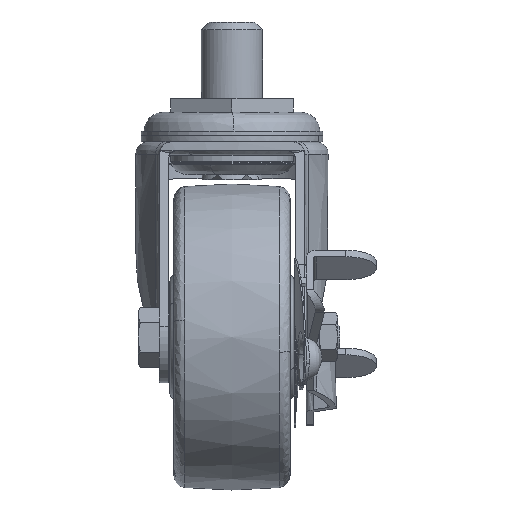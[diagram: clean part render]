
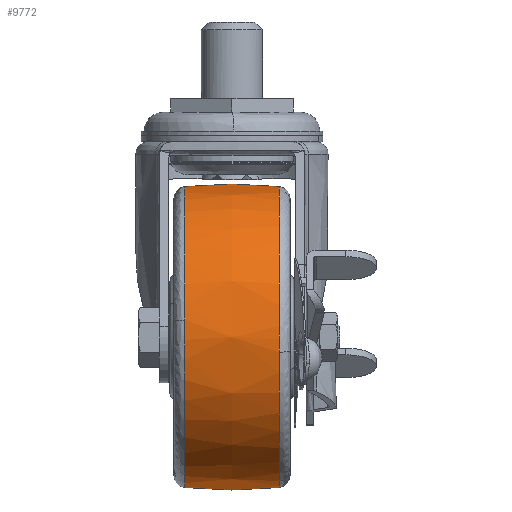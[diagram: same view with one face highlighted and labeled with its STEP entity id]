
A CAD part, left-side view. The second image highlights one B-rep face of the part: STEP entity #9772.
In plain terms, the highlighted free-form (B-spline) face has degree [2, 2] with [5, 5] control points.
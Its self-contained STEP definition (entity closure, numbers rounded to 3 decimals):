
#9491=CARTESIAN_POINT('',(-85.958,-15.411,-78.438));
#9492=VERTEX_POINT('',#9491);
#9506=CARTESIAN_POINT('',(-37.0,-15.411,-122.706));
#9507=VERTEX_POINT('',#9506);
#9508=CARTESIAN_POINT('',(-85.958,-15.411,-78.438));
#9509=CARTESIAN_POINT('',(-81.492,-15.411,-122.706));
#9510=CARTESIAN_POINT('',(-37.0,-15.411,-122.706));
#9518=(BOUNDED_CURVE()B_SPLINE_CURVE(2,(#9508,#9509,#9510),.UNSPECIFIED.,.F.,.U.)B_SPLINE_CURVE_WITH_KNOTS((3,3),(0.767,1.0),.UNSPECIFIED.)CURVE()GEOMETRIC_REPRESENTATION_ITEM()RATIONAL_B_SPLINE_CURVE((0.962,0.728,1.0))REPRESENTATION_ITEM(''));
#9519=EDGE_CURVE('',#9492,#9507,#9518,.T.);
#9581=CARTESIAN_POINT('',(-37.0,-15.411,-24.294));
#9582=VERTEX_POINT('',#9581);
#9596=CARTESIAN_POINT('',(-37.0,-15.411,-24.294));
#9597=CARTESIAN_POINT('',(-86.206,-15.411,-24.294));
#9598=CARTESIAN_POINT('',(-86.206,-15.411,-73.5));
#9599=CARTESIAN_POINT('',(-86.206,-15.411,-75.975));
#9600=CARTESIAN_POINT('',(-85.958,-15.411,-78.438));
#9608=(BOUNDED_CURVE()B_SPLINE_CURVE(2,(#9596,#9597,#9598,#9599,#9600),.UNSPECIFIED.,.F.,.U.)B_SPLINE_CURVE_WITH_KNOTS((3,2,3),(0.5,0.75,0.767),.UNSPECIFIED.)CURVE()GEOMETRIC_REPRESENTATION_ITEM()RATIONAL_B_SPLINE_CURVE((1.0,0.707,1.0,0.98,0.962))REPRESENTATION_ITEM(''));
#9609=EDGE_CURVE('',#9582,#9492,#9608,.T.);
#9648=CARTESIAN_POINT('',(-37.0,15.411,-122.706));
#9649=VERTEX_POINT('',#9648);
#9650=CARTESIAN_POINT('',(-37.0,-15.411,-122.706));
#9651=CARTESIAN_POINT('',(-37.,-9.492,-123.318));
#9652=CARTESIAN_POINT('',(-37.,0.808,-123.765));
#9653=CARTESIAN_POINT('',(-37.,11.092,-123.152));
#9654=CARTESIAN_POINT('',(-37.0,15.411,-122.706));
#9655=B_SPLINE_CURVE_WITH_KNOTS('',3,(#9650,#9651,#9652,#9653,#9654),.UNSPECIFIED.,.F.,.U.,(4,1,4),(0.,17.85,30.876),.UNSPECIFIED.);
#9656=EDGE_CURVE('',#9507,#9649,#9655,.T.);
#9673=CARTESIAN_POINT('',(-37.0,15.411,-24.294));
#9674=VERTEX_POINT('',#9673);
#9690=CARTESIAN_POINT('',(-37.0,-15.411,-24.294));
#9691=CARTESIAN_POINT('',(-37.,-12.052,-23.947));
#9692=CARTESIAN_POINT('',(-37.,-1.778,-23.235));
#9693=CARTESIAN_POINT('',(-37.,8.533,-23.583));
#9694=CARTESIAN_POINT('',(-37.0,15.411,-24.294));
#9695=B_SPLINE_CURVE_WITH_KNOTS('',3,(#9690,#9691,#9692,#9693,#9694),.UNSPECIFIED.,.F.,.U.,(4,1,4),(0.,10.131,30.876),.UNSPECIFIED.);
#9696=EDGE_CURVE('',#9582,#9674,#9695,.T.);
#9703=CARTESIAN_POINT('',(-37.,-16.96,-24.462));
#9704=CARTESIAN_POINT('',(-37.0,-8.507,-23.5));
#9705=CARTESIAN_POINT('',(-37.0,0.,-23.5));
#9706=CARTESIAN_POINT('',(-37.0,8.507,-23.5));
#9707=CARTESIAN_POINT('',(-37.,16.96,-24.462));
#9708=CARTESIAN_POINT('',(-86.038,-16.96,-24.462));
#9709=CARTESIAN_POINT('',(-87.,-8.507,-23.5));
#9710=CARTESIAN_POINT('',(-87.,0.,-23.5));
#9711=CARTESIAN_POINT('',(-87.,8.507,-23.5));
#9712=CARTESIAN_POINT('',(-86.038,16.96,-24.462));
#9713=CARTESIAN_POINT('',(-86.038,-16.96,-73.5));
#9714=CARTESIAN_POINT('',(-87.0,-8.507,-73.5));
#9715=CARTESIAN_POINT('',(-87.0,0.,-73.5));
#9716=CARTESIAN_POINT('',(-87.0,8.507,-73.5));
#9717=CARTESIAN_POINT('',(-86.038,16.96,-73.5));
#9718=CARTESIAN_POINT('',(-86.038,-16.96,-122.538));
#9719=CARTESIAN_POINT('',(-87.,-8.507,-123.5));
#9720=CARTESIAN_POINT('',(-87.,0.,-123.5));
#9721=CARTESIAN_POINT('',(-87.,8.507,-123.5));
#9722=CARTESIAN_POINT('',(-86.038,16.96,-122.538));
#9723=CARTESIAN_POINT('',(-37.,-16.96,-122.538));
#9724=CARTESIAN_POINT('',(-37.0,-8.507,-123.5));
#9725=CARTESIAN_POINT('',(-37.0,0.,-123.5));
#9726=CARTESIAN_POINT('',(-37.0,8.507,-123.5));
#9727=CARTESIAN_POINT('',(-37.,16.96,-122.538));
#9735=(BOUNDED_SURFACE()B_SPLINE_SURFACE(2,2,((#9703,#9708,#9713,#9718,#9723),(#9704,#9709,#9714,#9719,#9724),(#9705,#9710,#9715,#9720,#9725),(#9706,#9711,#9716,#9721,#9726),(#9707,#9712,#9717,#9722,#9727)),.UNSPECIFIED.,.F.,.F.,.U.)B_SPLINE_SURFACE_WITH_KNOTS((3,2,3),(3,2,3),(0.0,17.165,34.33),(0.0,82.843,165.685),.UNSPECIFIED.)GEOMETRIC_REPRESENTATION_ITEM()RATIONAL_B_SPLINE_SURFACE(((0.979,0.693,0.979,0.693,0.979),(0.988,0.699,0.988,0.699,0.988),(1.0,0.707,1.0,0.707,1.0),(0.988,0.699,0.988,0.699,0.988),(0.979,0.693,0.979,0.693,0.979)))REPRESENTATION_ITEM('')SURFACE());
#9736=ORIENTED_EDGE('',*,*,#9656,.F.);
#9737=ORIENTED_EDGE('',*,*,#9519,.F.);
#9738=ORIENTED_EDGE('',*,*,#9609,.F.);
#9739=ORIENTED_EDGE('',*,*,#9696,.T.);
#9740=CARTESIAN_POINT('',(-85.892,15.411,-67.947));
#9741=VERTEX_POINT('',#9740);
#9742=CARTESIAN_POINT('',(-37.0,15.411,-24.294));
#9743=CARTESIAN_POINT('',(-80.934,15.411,-24.294));
#9744=CARTESIAN_POINT('',(-85.892,15.411,-67.947));
#9752=(BOUNDED_CURVE()B_SPLINE_CURVE(2,(#9742,#9743,#9744),.UNSPECIFIED.,.F.,.U.)B_SPLINE_CURVE_WITH_KNOTS((3,3),(0.5,0.73),.UNSPECIFIED.)CURVE()GEOMETRIC_REPRESENTATION_ITEM()RATIONAL_B_SPLINE_CURVE((1.0,0.73,0.958))REPRESENTATION_ITEM(''));
#9753=EDGE_CURVE('',#9674,#9741,#9752,.T.);
#9754=ORIENTED_EDGE('',*,*,#9753,.T.);
#9755=CARTESIAN_POINT('',(-85.892,15.411,-67.947));
#9756=CARTESIAN_POINT('',(-86.206,15.411,-70.714));
#9757=CARTESIAN_POINT('',(-86.206,15.411,-73.5));
#9758=CARTESIAN_POINT('',(-86.206,15.411,-122.706));
#9759=CARTESIAN_POINT('',(-37.0,15.411,-122.706));
#9767=(BOUNDED_CURVE()B_SPLINE_CURVE(2,(#9755,#9756,#9757,#9758,#9759),.UNSPECIFIED.,.F.,.U.)B_SPLINE_CURVE_WITH_KNOTS((3,2,3),(0.73,0.75,1.0),.UNSPECIFIED.)CURVE()GEOMETRIC_REPRESENTATION_ITEM()RATIONAL_B_SPLINE_CURVE((0.958,0.977,1.0,0.707,1.0))REPRESENTATION_ITEM(''));
#9768=EDGE_CURVE('',#9741,#9649,#9767,.T.);
#9769=ORIENTED_EDGE('',*,*,#9768,.T.);
#9770=EDGE_LOOP('',(#9736,#9737,#9738,#9739,#9754,#9769));
#9771=FACE_OUTER_BOUND('',#9770,.T.);
#9772=ADVANCED_FACE('',(#9771),#9735,.T.);
